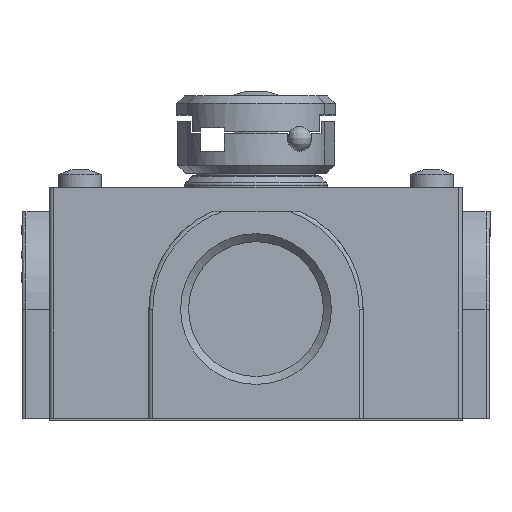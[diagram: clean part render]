
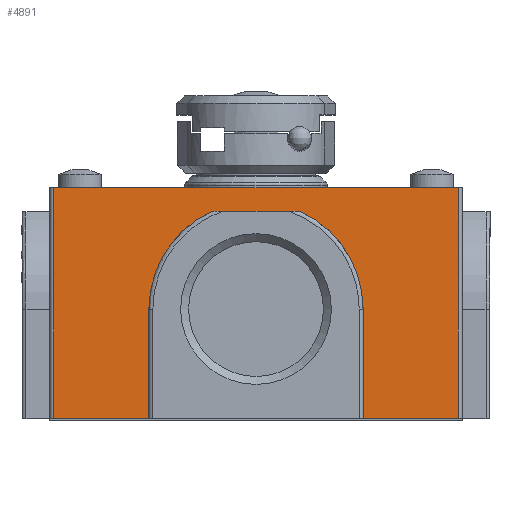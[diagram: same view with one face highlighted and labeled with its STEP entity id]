
A CAD part, top view. The second image highlights one B-rep face of the part: STEP entity #4891.
In plain terms, the highlighted face is planar.
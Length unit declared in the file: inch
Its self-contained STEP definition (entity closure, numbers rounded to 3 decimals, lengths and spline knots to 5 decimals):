
#40 = ORIENTED_EDGE ( 'NONE', *, *, #1795, .T. ) ;
#87 = EDGE_CURVE ( 'NONE', #883, #6873, #5438, .T. ) ;
#99 = ORIENTED_EDGE ( 'NONE', *, *, #87, .T. ) ;
#104 = CARTESIAN_POINT ( 'NONE',  ( -0.47244, 0., -0.60236 ) ) ;
#236 = ORIENTED_EDGE ( 'NONE', *, *, #1831, .T. ) ;
#360 = VECTOR ( 'NONE', #6427, 39.37008 ) ;
#578 = LINE ( 'NONE', #1659, #6920 ) ;
#584 = CARTESIAN_POINT ( 'NONE',  ( -0.78488, 0., -0.11811 ) ) ;
#700 = CARTESIAN_POINT ( 'NONE',  ( -1.00394, 0., -0.60236 ) ) ;
#755 = DIRECTION ( 'NONE',  ( 0., 0., -1. ) ) ;
#838 = EDGE_CURVE ( 'NONE', #5224, #6462, #3286, .T. ) ;
#883 = VERTEX_POINT ( 'NONE', #5361 ) ;
#980 = CARTESIAN_POINT ( 'NONE',  ( 0., 0., -1.15354 ) ) ;
#1468 = CARTESIAN_POINT ( 'NONE',  ( -2.00787, 0., -1.1437 ) ) ;
#1575 = PLANE ( 'NONE',  #5123 ) ;
#1659 = CARTESIAN_POINT ( 'NONE',  ( -0.47244, 0., -1.15354 ) ) ;
#1714 = ORIENTED_EDGE ( 'NONE', *, *, #7276, .T. ) ;
#1768 = ORIENTED_EDGE ( 'NONE', *, *, #2288, .T. ) ;
#1778 = VECTOR ( 'NONE', #5313, 39.37008 ) ;
#1795 = EDGE_CURVE ( 'NONE', #6462, #3879, #2067, .T. ) ;
#1831 = EDGE_CURVE ( 'NONE', #5676, #2914, #5518, .T. ) ;
#1836 = AXIS2_PLACEMENT_3D ( 'NONE', #700, #2341, #4631 ) ;
#1864 = CARTESIAN_POINT ( 'NONE',  ( -1.00394, 0., -0.60236 ) ) ;
#1977 = ORIENTED_EDGE ( 'NONE', *, *, #838, .T. ) ;
#2006 = DIRECTION ( 'NONE',  ( 1., 0., 0. ) ) ;
#2067 = LINE ( 'NONE', #4355, #5148 ) ;
#2288 = EDGE_CURVE ( 'NONE', #7230, #5224, #6111, .T. ) ;
#2341 = DIRECTION ( 'NONE',  ( 0., 1., 0. ) ) ;
#2488 = CIRCLE ( 'NONE', #6559, 0.5315 ) ;
#2699 = CARTESIAN_POINT ( 'NONE',  ( 0., 0., -1.1437 ) ) ;
#2744 = EDGE_CURVE ( 'NONE', #2914, #883, #5069, .T. ) ;
#2751 = VERTEX_POINT ( 'NONE', #104 ) ;
#2790 = VERTEX_POINT ( 'NONE', #5900 ) ;
#2796 = CARTESIAN_POINT ( 'NONE',  ( -2.00787, 0., 0. ) ) ;
#2803 = DIRECTION ( 'NONE',  ( 0., -1., 0. ) ) ;
#2914 = VERTEX_POINT ( 'NONE', #5737 ) ;
#2934 = DIRECTION ( 'NONE',  ( 1., 0., 0. ) ) ;
#2998 = DIRECTION ( 'NONE',  ( 0., 1., 0. ) ) ;
#3054 = LINE ( 'NONE', #3090, #360 ) ;
#3062 = LINE ( 'NONE', #5348, #1778 ) ;
#3090 = CARTESIAN_POINT ( 'NONE',  ( 2.64423, 0., -1.1437 ) ) ;
#3191 = ORIENTED_EDGE ( 'NONE', *, *, #2744, .T. ) ;
#3259 = DIRECTION ( 'NONE',  ( 0., 0., 1. ) ) ;
#3286 = LINE ( 'NONE', #5015, #3704 ) ;
#3603 = CARTESIAN_POINT ( 'NONE',  ( -1.53543, 0., -1.1437 ) ) ;
#3704 = VECTOR ( 'NONE', #7288, 39.37008 ) ;
#3750 = ORIENTED_EDGE ( 'NONE', *, *, #5091, .T. ) ;
#3787 = DIRECTION ( 'NONE',  ( 0., 0., -1. ) ) ;
#3879 = VERTEX_POINT ( 'NONE', #1468 ) ;
#4174 = VECTOR ( 'NONE', #2934, 39.37008 ) ;
#4355 = CARTESIAN_POINT ( 'NONE',  ( -2.00787, 0., -1.15354 ) ) ;
#4495 = CARTESIAN_POINT ( 'NONE',  ( 0.01969, 0., -1.15354 ) ) ;
#4631 = DIRECTION ( 'NONE',  ( 1., 0., 0. ) ) ;
#4661 = VECTOR ( 'NONE', #6117, 39.37008 ) ;
#4774 = EDGE_LOOP ( 'NONE', ( #1977, #40, #6534, #236, #3191, #99, #6803, #1714, #3750, #1768 ) ) ;
#4891 = ADVANCED_FACE ( 'NONE', ( #6705 ), #1575, .T. ) ;
#5015 = CARTESIAN_POINT ( 'NONE',  ( 0.01969, 0., 0. ) ) ;
#5069 = CIRCLE ( 'NONE', #1836, 0.5315 ) ;
#5091 = EDGE_CURVE ( 'NONE', #2790, #7230, #3062, .T. ) ;
#5111 = EDGE_CURVE ( 'NONE', #6873, #2751, #2488, .T. ) ;
#5123 = AXIS2_PLACEMENT_3D ( 'NONE', #4495, #2803, #7212 ) ;
#5148 = VECTOR ( 'NONE', #3787, 39.37008 ) ;
#5224 = VERTEX_POINT ( 'NONE', #6613 ) ;
#5313 = DIRECTION ( 'NONE',  ( 1., 0., 0. ) ) ;
#5348 = CARTESIAN_POINT ( 'NONE',  ( 2.64423, 0., -1.1437 ) ) ;
#5361 = CARTESIAN_POINT ( 'NONE',  ( -1.223, 0., -0.11811 ) ) ;
#5438 = LINE ( 'NONE', #7341, #4174 ) ;
#5518 = LINE ( 'NONE', #7223, #4661 ) ;
#5676 = VERTEX_POINT ( 'NONE', #3603 ) ;
#5737 = CARTESIAN_POINT ( 'NONE',  ( -1.53543, 0., -0.60236 ) ) ;
#5807 = VECTOR ( 'NONE', #3259, 39.37008 ) ;
#5900 = CARTESIAN_POINT ( 'NONE',  ( -0.47244, 0., -1.1437 ) ) ;
#6111 = LINE ( 'NONE', #980, #5807 ) ;
#6117 = DIRECTION ( 'NONE',  ( 0., 0., 1. ) ) ;
#6427 = DIRECTION ( 'NONE',  ( 1., 0., 0. ) ) ;
#6462 = VERTEX_POINT ( 'NONE', #2796 ) ;
#6534 = ORIENTED_EDGE ( 'NONE', *, *, #6571, .T. ) ;
#6559 = AXIS2_PLACEMENT_3D ( 'NONE', #1864, #2998, #2006 ) ;
#6571 = EDGE_CURVE ( 'NONE', #3879, #5676, #3054, .T. ) ;
#6613 = CARTESIAN_POINT ( 'NONE',  ( 0., 0., 0. ) ) ;
#6705 = FACE_OUTER_BOUND ( 'NONE', #4774, .T. ) ;
#6803 = ORIENTED_EDGE ( 'NONE', *, *, #5111, .T. ) ;
#6873 = VERTEX_POINT ( 'NONE', #584 ) ;
#6920 = VECTOR ( 'NONE', #755, 39.37008 ) ;
#7212 = DIRECTION ( 'NONE',  ( -1., 0., 0. ) ) ;
#7223 = CARTESIAN_POINT ( 'NONE',  ( -1.53543, 0., -1.15354 ) ) ;
#7230 = VERTEX_POINT ( 'NONE', #2699 ) ;
#7276 = EDGE_CURVE ( 'NONE', #2751, #2790, #578, .T. ) ;
#7288 = DIRECTION ( 'NONE',  ( -1., 0., 0. ) ) ;
#7341 = CARTESIAN_POINT ( 'NONE',  ( 0.01969, 0., -0.11811 ) ) ;
